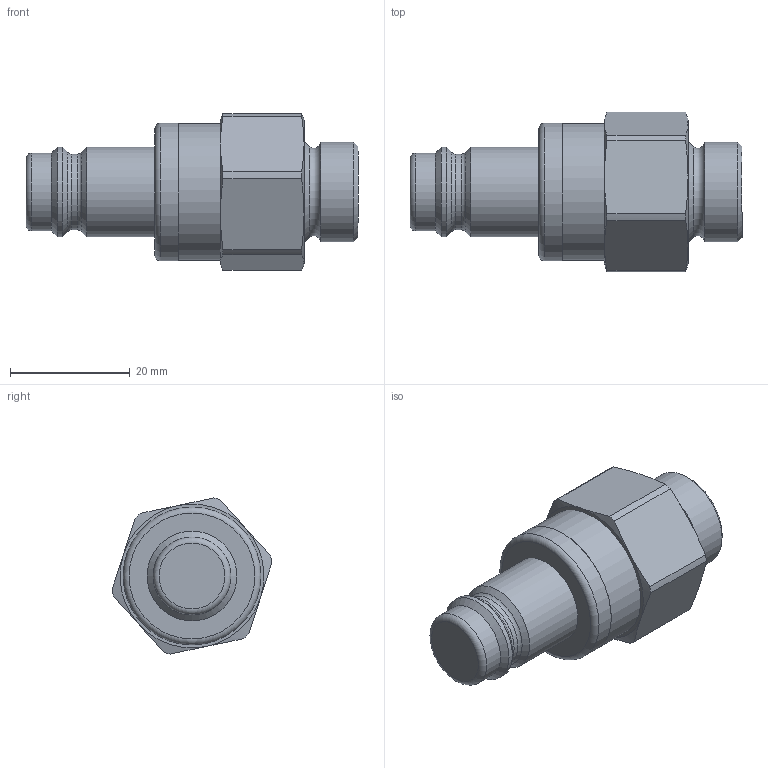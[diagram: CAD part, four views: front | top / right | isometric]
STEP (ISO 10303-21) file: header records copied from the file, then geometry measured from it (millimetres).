
FILE_DESCRIPTION((''),'2;1');
FILE_NAME('27sbaw17evx.stp','2014-05-21T12:59:58',('IA176480'),(''),'Autodesk Inventor 2013','Autodesk Inventor 2013','');
FILE_SCHEMA(('AUTOMOTIVE_DESIGN { 1 0 10303 214 1 1 1 1 }'));
Length unit declared in the file: millimetre
Products named in the file (1): D110590
Bounding box: 55.4 x 26.69 x 26.05 mm (x, y, z)
Volume: 16639.3 mm3; surface area: 5072.9 mm2
Topology: 1 solids, 3 shells, 59 faces, 124 edges, 73 vertices
Faces by surface type: cone 22, cylinder 18, plane 14, torus 5
Full cylindrical faces by diameter (mm): 12.65 x1, 13 x1, 15 x2, 16.662 x1, 18.5 x1, 18.844 x1, 19 x2, 20.3 x1, 22.8 x1, 23 x1
Entity records: 1463 total; most frequent: CARTESIAN_POINT 270, DIRECTION 246, ORIENTED_EDGE 186, AXIS2_PLACEMENT_3D 117, EDGE_CURVE 93, EDGE_LOOP 92, VERTEX_POINT 69, FACE_OUTER_BOUND 59
